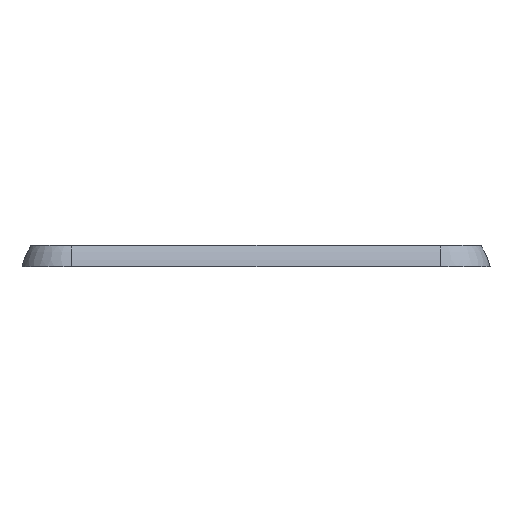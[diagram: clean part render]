
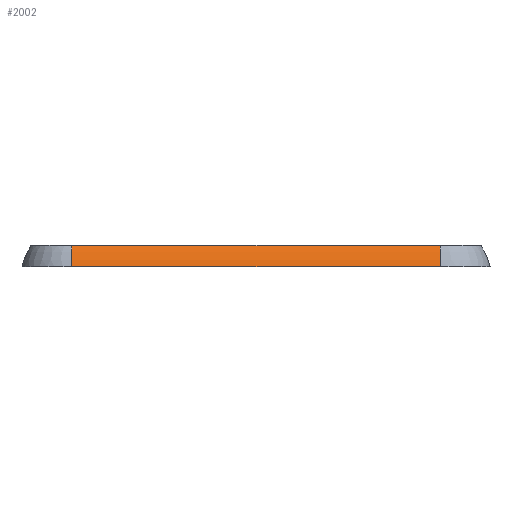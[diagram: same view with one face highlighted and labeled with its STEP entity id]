
A CAD part, left-side view. The second image highlights one B-rep face of the part: STEP entity #2002.
In plain terms, the highlighted cylindrical face has radius 7.186 mm (diameter 14.373 mm), a partial arc.
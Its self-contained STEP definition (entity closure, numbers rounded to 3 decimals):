
#51 = LINE ( 'NONE', #1772, #1282 ) ;
#263 = CARTESIAN_POINT ( 'NONE',  ( -83.56, -21.815, 3.411 ) ) ;
#477 = CARTESIAN_POINT ( 'NONE',  ( -83.56, 21.815, 3.411 ) ) ;
#496 = LINE ( 'NONE', #263, #1923 ) ;
#591 = DIRECTION ( 'NONE',  ( 0., 1., 0. ) ) ;
#771 = CARTESIAN_POINT ( 'NONE',  ( -84.619, -21.815, 0.9 ) ) ;
#837 = VERTEX_POINT ( 'NONE', #2306 ) ;
#890 = CYLINDRICAL_SURFACE ( 'NONE', #3239, 7.186 ) ;
#894 = ORIENTED_EDGE ( 'NONE', *, *, #2648, .F. ) ;
#970 = AXIS2_PLACEMENT_3D ( 'NONE', #1448, #1132, #3656 ) ;
#1121 = EDGE_CURVE ( 'NONE', #2829, #2642, #1147, .T. ) ;
#1125 = EDGE_LOOP ( 'NONE', ( #894, #2081, #1778, #1909 ) ) ;
#1132 = DIRECTION ( 'NONE',  ( 0., 1., 0. ) ) ;
#1147 = CIRCLE ( 'NONE', #2659, 7.186 ) ;
#1282 = VECTOR ( 'NONE', #591, 1000. ) ;
#1365 = CIRCLE ( 'NONE', #970, 7.186 ) ;
#1448 = CARTESIAN_POINT ( 'NONE',  ( -77.588, -21.815, -0.585 ) ) ;
#1672 = CARTESIAN_POINT ( 'NONE',  ( -77.588, -21.815, -0.585 ) ) ;
#1708 = DIRECTION ( 'NONE',  ( 0., 1., 0. ) ) ;
#1772 = CARTESIAN_POINT ( 'NONE',  ( -84.619, -21.815, 0.9 ) ) ;
#1778 = ORIENTED_EDGE ( 'NONE', *, *, #2094, .T. ) ;
#1781 = VERTEX_POINT ( 'NONE', #771 ) ;
#1839 = FACE_OUTER_BOUND ( 'NONE', #1125, .T. ) ;
#1909 = ORIENTED_EDGE ( 'NONE', *, *, #1121, .T. ) ;
#1923 = VECTOR ( 'NONE', #3675, 1000. ) ;
#2002 = ADVANCED_FACE ( 'NONE', ( #1839 ), #890, .T. ) ;
#2081 = ORIENTED_EDGE ( 'NONE', *, *, #2559, .T. ) ;
#2094 = EDGE_CURVE ( 'NONE', #837, #2829, #496, .T. ) ;
#2306 = CARTESIAN_POINT ( 'NONE',  ( -83.56, -21.815, 3.411 ) ) ;
#2360 = CARTESIAN_POINT ( 'NONE',  ( -77.588, 21.815, -0.585 ) ) ;
#2559 = EDGE_CURVE ( 'NONE', #1781, #837, #1365, .T. ) ;
#2642 = VERTEX_POINT ( 'NONE', #2894 ) ;
#2648 = EDGE_CURVE ( 'NONE', #1781, #2642, #51, .T. ) ;
#2659 = AXIS2_PLACEMENT_3D ( 'NONE', #2360, #2956, #3523 ) ;
#2829 = VERTEX_POINT ( 'NONE', #477 ) ;
#2894 = CARTESIAN_POINT ( 'NONE',  ( -84.619, 21.815, 0.9 ) ) ;
#2956 = DIRECTION ( 'NONE',  ( 0., -1., 0. ) ) ;
#3239 = AXIS2_PLACEMENT_3D ( 'NONE', #1672, #1708, #3658 ) ;
#3523 = DIRECTION ( 'NONE',  ( 0., 0., 1. ) ) ;
#3656 = DIRECTION ( 'NONE',  ( 0., 0., 1. ) ) ;
#3658 = DIRECTION ( 'NONE',  ( 0., 0., 1. ) ) ;
#3675 = DIRECTION ( 'NONE',  ( 0., 1., 0. ) ) ;
